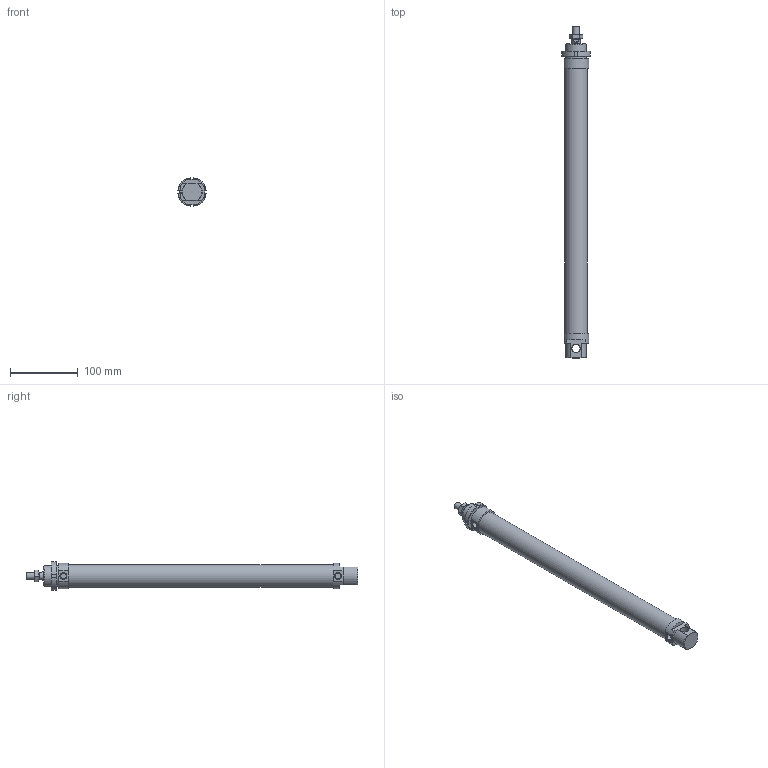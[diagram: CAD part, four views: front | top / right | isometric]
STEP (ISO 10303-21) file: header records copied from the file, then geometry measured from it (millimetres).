
FILE_DESCRIPTION((''),'2;1');
FILE_NAME('1280_32_0350.iam.stp','2009-06-04T09:46:36',(''),(''),'Autodesk Inventor 2010','Autodesk Inventor 2010','');
FILE_SCHEMA(('AUTOMOTIVE_DESIGN { 1 0 10303 214 1 1 1 1 }'));
Length unit declared in the file: millimetre
Products named in the file (5): 1280_32_0350; C1280_32_350; S1280_32_350; 1200_32_05; 1200_32_06
Assembly tree (4 placements, depth 2):
  1280_32_0350
    C1280_32_350
    S1280_32_350
    1200_32_05
    1200_32_06
Bounding box: 41.7 x 489 x 41.7 mm (x, y, z)
Volume: 412032.2 mm3; surface area: 86831.3 mm2
Topology: 4 solids, 4 shells, 94 faces, 217 edges, 139 vertices
Faces by surface type: plane 44, cone 24, cylinder 15, bspline 11
Full cylindrical faces by diameter (mm): 8.8 x1, 10 x1, 12 x3, 30 x1, 33.6 x1
Entity records: 2900 total; most frequent: CARTESIAN_POINT 682, DIRECTION 410, ORIENTED_EDGE 392, EDGE_CURVE 196, AXIS2_PLACEMENT_3D 166, VERTEX_POINT 136, EDGE_LOOP 126, STYLED_ITEM 98
